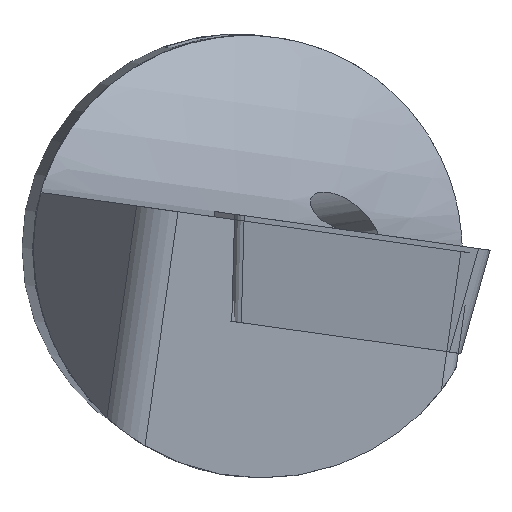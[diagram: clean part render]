
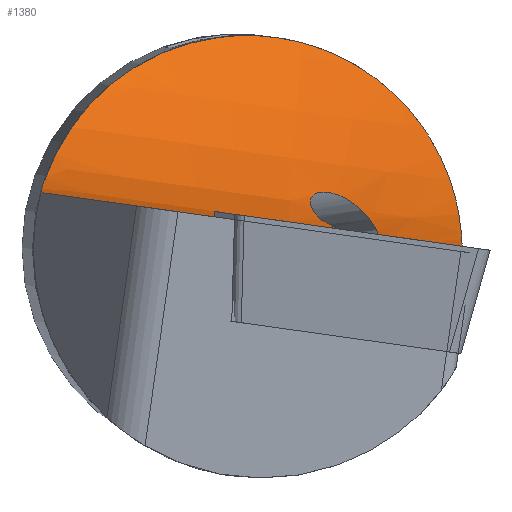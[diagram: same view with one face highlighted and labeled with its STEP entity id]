
A CAD part, front view. The second image highlights one B-rep face of the part: STEP entity #1380.
In plain terms, the highlighted toroidal (fillet/blend) face has major radius 16 mm and minor radius 16 mm.
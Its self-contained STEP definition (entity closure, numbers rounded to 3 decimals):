
#361=CIRCLE('',#1517,16.);
#362=CIRCLE('',#1518,16.);
#363=CIRCLE('',#1519,16.);
#419=ORIENTED_EDGE('',*,*,#815,.F.);
#420=ORIENTED_EDGE('',*,*,#816,.F.);
#421=ORIENTED_EDGE('',*,*,#817,.F.);
#422=ORIENTED_EDGE('',*,*,#818,.F.);
#423=ORIENTED_EDGE('',*,*,#819,.F.);
#424=ORIENTED_EDGE('',*,*,#820,.T.);
#425=ORIENTED_EDGE('',*,*,#821,.F.);
#426=ORIENTED_EDGE('',*,*,#822,.F.);
#427=ORIENTED_EDGE('',*,*,#823,.F.);
#428=ORIENTED_EDGE('',*,*,#824,.T.);
#815=EDGE_CURVE('',#1013,#1013,#1150,.T.);
#816=EDGE_CURVE('',#1014,#1015,#1151,.T.);
#817=EDGE_CURVE('',#1016,#1014,#1152,.T.);
#818=EDGE_CURVE('',#1017,#1016,#1153,.T.);
#819=EDGE_CURVE('',#1018,#1017,#1154,.T.);
#820=EDGE_CURVE('',#1018,#1019,#1155,.T.);
#821=EDGE_CURVE('',#1020,#1019,#361,.T.);
#822=EDGE_CURVE('',#1021,#1020,#362,.T.);
#823=EDGE_CURVE('',#1022,#1021,#363,.T.);
#824=EDGE_CURVE('',#1022,#1015,#1156,.T.);
#1013=VERTEX_POINT('',#2146);
#1014=VERTEX_POINT('',#2151);
#1015=VERTEX_POINT('',#2152);
#1016=VERTEX_POINT('',#2168);
#1017=VERTEX_POINT('',#2173);
#1018=VERTEX_POINT('',#2178);
#1019=VERTEX_POINT('',#2183);
#1020=VERTEX_POINT('',#2185);
#1021=VERTEX_POINT('',#2187);
#1022=VERTEX_POINT('',#2189);
#1150=B_SPLINE_CURVE_WITH_KNOTS('',3,(#2116,#2117,#2118,#2119,#2120,#2121,
#2122,#2123,#2124,#2125,#2126,#2127,#2128,#2129,#2130,#2131,#2132,#2133,
#2134,#2135,#2136,#2137,#2138,#2139,#2140,#2141,#2142,#2143,#2144,#2145),
 .UNSPECIFIED.,.T.,.F.,(1,1,1,1,1,1,1,1,1,1,1,1,1,1,1,1,1,1,1,1,1,1,1,1,
1,1,1,1,1,1,1,1,1,1),(-0.001,-0.001,0.,
0.,0.,0.001,0.001,
0.002,0.003,0.004,0.005,
0.005,0.006,0.006,0.007,
0.007,0.007,0.008,0.008,
0.008,0.008,0.009,0.009,
0.01,0.011,0.012,0.013,
0.013,0.014,0.014,0.015,
0.015,0.015,0.016),.UNSPECIFIED.);
#1151=B_SPLINE_CURVE_WITH_KNOTS('',3,(#2147,#2148,#2149,#2150),
 .UNSPECIFIED.,.F.,.F.,(4,4),(0.,0.001),.UNSPECIFIED.);
#1152=B_SPLINE_CURVE_WITH_KNOTS('',3,(#2153,#2154,#2155,#2156,#2157,#2158,
#2159,#2160,#2161,#2162,#2163,#2164,#2165,#2166,#2167),.UNSPECIFIED.,.F.,
 .F.,(4,1,1,1,1,1,1,1,1,1,1,1,4),(0.,0.004,0.008,
0.013,0.015,0.017,0.019,
0.021,0.023,0.025,0.027,
0.03,0.034),.UNSPECIFIED.);
#1153=B_SPLINE_CURVE_WITH_KNOTS('',3,(#2169,#2170,#2171,#2172),
 .UNSPECIFIED.,.F.,.F.,(4,4),(0.001,0.002),
 .UNSPECIFIED.);
#1154=B_SPLINE_CURVE_WITH_KNOTS('',3,(#2174,#2175,#2176,#2177),
 .UNSPECIFIED.,.F.,.F.,(4,4),(0.,0.005),
 .UNSPECIFIED.);
#1155=B_SPLINE_CURVE_WITH_KNOTS('',3,(#2179,#2180,#2181,#2182),
 .UNSPECIFIED.,.F.,.F.,(4,4),(0.002,0.002),
 .UNSPECIFIED.);
#1156=B_SPLINE_CURVE_WITH_KNOTS('',3,(#2190,#2191,#2192,#2193),
 .UNSPECIFIED.,.F.,.F.,(4,4),(0.,0.002),.UNSPECIFIED.);
#1165=EDGE_LOOP('',(#419));
#1166=EDGE_LOOP('',(#420,#421,#422,#423,#424,#425,#426,#427,#428));
#1272=FACE_BOUND('',#1165,.T.);
#1273=FACE_BOUND('',#1166,.T.);
#1379=DEGENERATE_TOROIDAL_SURFACE('',#1516,16.,16.,.T.);
#1380=ADVANCED_FACE('',(#1272,#1273),#1379,.F.);
#1516=AXIS2_PLACEMENT_3D('',#2115,#1680,#1681);
#1517=AXIS2_PLACEMENT_3D('',#2184,#1682,#1683);
#1518=AXIS2_PLACEMENT_3D('',#2186,#1684,#1685);
#1519=AXIS2_PLACEMENT_3D('',#2188,#1686,#1687);
#1680=DIRECTION('',(0.,-0.139,0.99));
#1681=DIRECTION('',(0.,-0.99,-0.139));
#1682=DIRECTION('',(0.,-0.139,0.99));
#1683=DIRECTION('',(0.,-0.99,-0.139));
#1684=DIRECTION('',(0.,-0.139,0.99));
#1685=DIRECTION('',(0.,-0.99,-0.139));
#1686=DIRECTION('',(0.,-0.139,0.99));
#1687=DIRECTION('',(0.,-0.99,-0.139));
#2115=CARTESIAN_POINT('',(-4.,-4.354,16.608));
#2116=CARTESIAN_POINT('',(18.571,-3.516,2.007));
#2117=CARTESIAN_POINT('',(18.795,-3.115,2.16));
#2118=CARTESIAN_POINT('',(18.675,-2.631,2.166));
#2119=CARTESIAN_POINT('',(18.269,-2.412,2.013));
#2120=CARTESIAN_POINT('',(17.854,-2.338,1.852));
#2121=CARTESIAN_POINT('',(17.29,-2.342,1.637));
#2122=CARTESIAN_POINT('',(16.588,-2.472,1.386));
#2123=CARTESIAN_POINT('',(15.774,-2.727,1.13));
#2124=CARTESIAN_POINT('',(14.968,-3.053,0.911));
#2125=CARTESIAN_POINT('',(14.304,-3.371,0.76));
#2126=CARTESIAN_POINT('',(13.786,-3.648,0.657));
#2127=CARTESIAN_POINT('',(13.403,-3.871,0.588));
#2128=CARTESIAN_POINT('',(13.093,-4.071,0.536));
#2129=CARTESIAN_POINT('',(12.856,-4.254,0.496));
#2130=CARTESIAN_POINT('',(12.692,-4.4,0.467));
#2131=CARTESIAN_POINT('',(12.555,-4.634,0.429));
#2132=CARTESIAN_POINT('',(12.781,-4.787,0.421));
#2133=CARTESIAN_POINT('',(12.999,-4.83,0.43));
#2134=CARTESIAN_POINT('',(13.301,-4.873,0.45));
#2135=CARTESIAN_POINT('',(13.679,-4.889,0.487));
#2136=CARTESIAN_POINT('',(14.279,-4.887,0.567));
#2137=CARTESIAN_POINT('',(15.018,-4.84,0.703));
#2138=CARTESIAN_POINT('',(15.89,-4.725,0.917));
#2139=CARTESIAN_POINT('',(16.742,-4.538,1.185));
#2140=CARTESIAN_POINT('',(17.416,-4.306,1.444));
#2141=CARTESIAN_POINT('',(17.921,-4.05,1.668));
#2142=CARTESIAN_POINT('',(18.273,-3.811,1.842));
#2143=CARTESIAN_POINT('',(18.571,-3.516,2.007));
#2144=CARTESIAN_POINT('',(18.795,-3.115,2.16));
#2145=CARTESIAN_POINT('',(18.675,-2.631,2.166));
#2146=CARTESIAN_POINT('',(18.738,-3.101,2.136));
#2147=CARTESIAN_POINT('',(13.828,-7.998,0.184));
#2148=CARTESIAN_POINT('',(13.614,-7.999,0.148));
#2149=CARTESIAN_POINT('',(13.404,-8.033,0.114));
#2150=CARTESIAN_POINT('',(13.2,-8.101,0.081));
#2151=CARTESIAN_POINT('',(13.828,-7.998,0.184));
#2152=CARTESIAN_POINT('',(13.2,-8.101,0.081));
#2153=CARTESIAN_POINT('',(13.828,7.52,2.73));
#2154=CARTESIAN_POINT('',(15.214,7.403,3.051));
#2155=CARTESIAN_POINT('',(17.86,7.041,3.946));
#2156=CARTESIAN_POINT('',(21.458,5.653,5.897));
#2157=CARTESIAN_POINT('',(23.784,3.303,7.483));
#2158=CARTESIAN_POINT('',(24.894,0.687,8.061));
#2159=CARTESIAN_POINT('',(25.233,-1.452,7.967));
#2160=CARTESIAN_POINT('',(25.015,-3.518,7.289));
#2161=CARTESIAN_POINT('',(24.256,-5.221,6.163));
#2162=CARTESIAN_POINT('',(23.055,-6.448,4.831));
#2163=CARTESIAN_POINT('',(21.556,-7.228,3.522));
#2164=CARTESIAN_POINT('',(19.814,-7.68,2.334));
#2165=CARTESIAN_POINT('',(17.312,-7.97,1.043));
#2166=CARTESIAN_POINT('',(15.24,-7.992,0.421));
#2167=CARTESIAN_POINT('',(13.828,-7.998,0.184));
#2168=CARTESIAN_POINT('',(13.828,7.52,2.73));
#2169=CARTESIAN_POINT('',(13.503,7.572,2.665));
#2170=CARTESIAN_POINT('',(13.61,7.546,2.683));
#2171=CARTESIAN_POINT('',(13.719,7.529,2.705));
#2172=CARTESIAN_POINT('',(13.828,7.52,2.73));
#2173=CARTESIAN_POINT('',(13.503,7.572,2.665));
#2174=CARTESIAN_POINT('',(8.677,7.724,2.149));
#2175=CARTESIAN_POINT('',(10.315,7.722,2.158));
#2176=CARTESIAN_POINT('',(11.926,7.685,2.322));
#2177=CARTESIAN_POINT('',(13.503,7.572,2.665));
#2178=CARTESIAN_POINT('',(8.677,7.724,2.149));
#2179=CARTESIAN_POINT('',(8.677,7.724,2.149));
#2180=CARTESIAN_POINT('',(8.643,7.705,2.146));
#2181=CARTESIAN_POINT('',(8.61,7.686,2.143));
#2182=CARTESIAN_POINT('',(8.577,7.667,2.14));
#2183=CARTESIAN_POINT('',(8.577,7.667,2.14));
#2184=CARTESIAN_POINT('',(-4.,-2.127,0.764));
#2185=CARTESIAN_POINT('',(11.557,1.576,1.284));
#2186=CARTESIAN_POINT('',(-4.,-2.127,0.764));
#2187=CARTESIAN_POINT('',(11.759,0.611,1.149));
#2188=CARTESIAN_POINT('',(-4.,-2.127,0.764));
#2189=CARTESIAN_POINT('',(10.828,-8.079,-0.073));
#2190=CARTESIAN_POINT('',(10.828,-8.079,-0.073));
#2191=CARTESIAN_POINT('',(11.622,-8.079,-0.073));
#2192=CARTESIAN_POINT('',(12.413,-8.086,-0.022));
#2193=CARTESIAN_POINT('',(13.2,-8.101,0.081));
